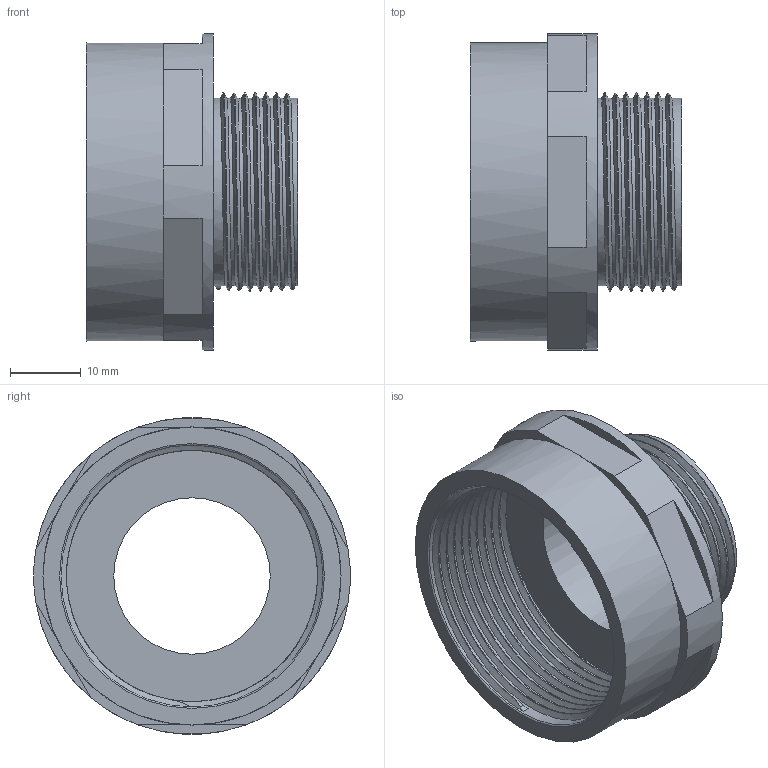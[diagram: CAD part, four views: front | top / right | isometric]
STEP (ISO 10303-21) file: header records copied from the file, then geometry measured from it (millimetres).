
FILE_DESCRIPTION(/* description */ ('Reduzierung sechskant PG 21 /PG 29'),/* implementation_level */ '2;1');
FILE_NAME(/* name */ '11082129-RST.stp',/* time_stamp */ '2020-04-29T14:32:04+02:00',/* author */ ('sl'),/* organization */ (''),/* preprocessor_version */ 'ST-DEVELOPER v16.5',/* originating_system */ 'Autodesk Inventor 2017',/* authorisation */ '');
FILE_SCHEMA (('AUTOMOTIVE_DESIGN { 1 0 10303 214 3 1 1 }'));
Length unit declared in the file: millimetre
Products named in the file (1): 11082129
Bounding box: 30 x 44.85 x 44.85 mm (x, y, z)
Volume: 10936.6 mm3; surface area: 10088.1 mm2
Topology: 1 solids, 1 shells, 62 faces, 161 edges, 103 vertices
Faces by surface type: plane 31, cylinder 26, bspline 4, torus 1
Full cylindrical faces by diameter (mm): 22.15 x1, 26.558 x7, 37.102 x10, 42.21 x1, 44.85 x1
Entity records: 4417 total; most frequent: CARTESIAN_POINT 3383, ORIENTED_EDGE 202, DIRECTION 201, EDGE_CURVE 101, AXIS2_PLACEMENT_3D 78, VERTEX_POINT 66, EDGE_LOOP 57, FACE_OUTER_BOUND 46
